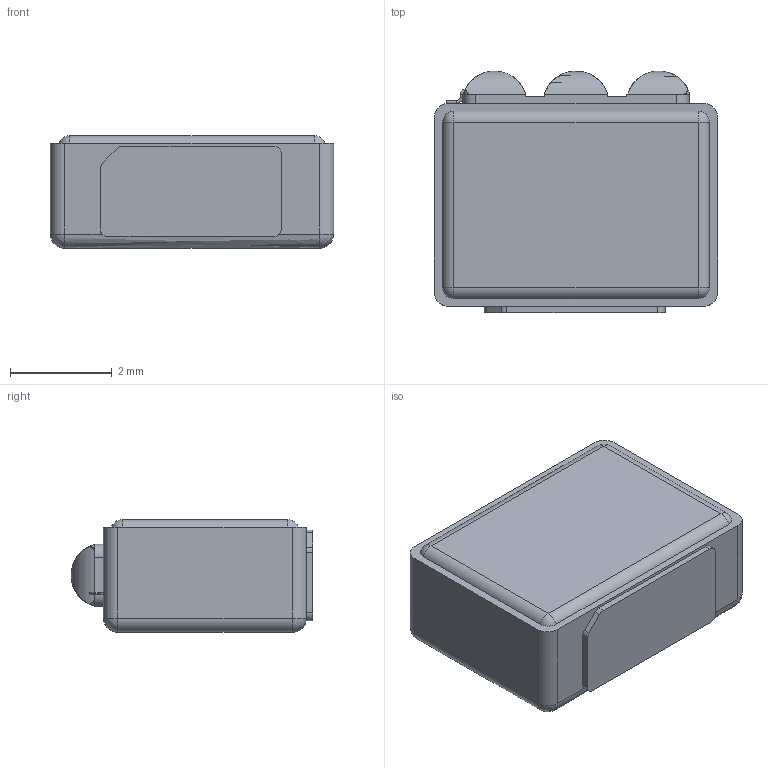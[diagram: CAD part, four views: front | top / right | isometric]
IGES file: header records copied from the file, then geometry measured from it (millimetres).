
Start section:  PTC IGES file: wp-23849-c36_sw0001.igs
Global section: file name: wp-23849-c36_sw0001.igs; native system: Pro/ENGINEER by Parametric Technology Corporation; preprocessor: 2011220; author: LYan; organization: Unknown; date: 20130314.161524; units: inch
Bounding box: 5.56 x 4.75 x 2.21 mm (x, y, z)
Surface area: 87.9 mm2 (no closed solid volume)
Topology: 0 solids, 0 shells, 90 faces, 456 edges, 456 vertices
Faces by surface type: revolution 53, bspline 37
